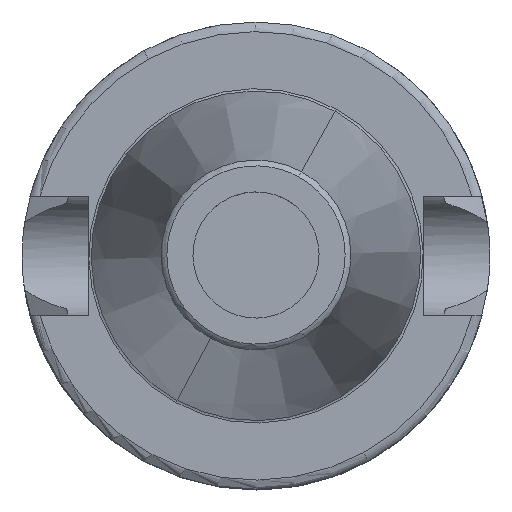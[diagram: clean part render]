
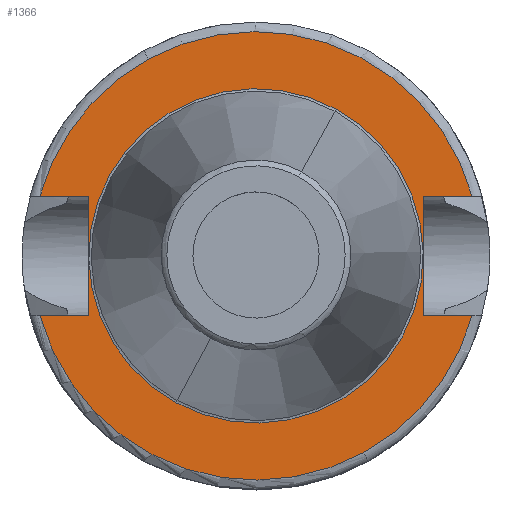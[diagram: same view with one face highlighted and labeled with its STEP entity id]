
A CAD part, top view. The second image highlights one B-rep face of the part: STEP entity #1366.
In plain terms, the highlighted planar face has unit normal (0, 0, 1).
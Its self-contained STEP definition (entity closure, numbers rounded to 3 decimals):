
#927 = VERTEX_POINT('',#928);
#928 = CARTESIAN_POINT('',(-22.6,8.05,-2.));
#934 = EDGE_CURVE('',#927,#935,#937,.T.);
#935 = VERTEX_POINT('',#936);
#936 = CARTESIAN_POINT('',(-29.107,8.05,-2.));
#937 = LINE('',#938,#939);
#938 = CARTESIAN_POINT('',(-25.854,8.05,-2.));
#939 = VECTOR('',#940,1.);
#940 = DIRECTION('',(-1.,0.,0.));
#976 = VERTEX_POINT('',#977);
#977 = CARTESIAN_POINT('',(-22.6,-8.05,-2.));
#983 = EDGE_CURVE('',#976,#927,#984,.T.);
#984 = LINE('',#985,#986);
#985 = CARTESIAN_POINT('',(-22.6,0.,-2.));
#986 = VECTOR('',#987,1.);
#987 = DIRECTION('',(0.,1.,0.));
#1008 = VERTEX_POINT('',#1009);
#1009 = CARTESIAN_POINT('',(-29.107,-8.05,-2.));
#1021 = EDGE_CURVE('',#1008,#976,#1022,.T.);
#1022 = LINE('',#1023,#1024);
#1023 = CARTESIAN_POINT('',(-25.854,-8.05,-2.));
#1024 = VECTOR('',#1025,1.);
#1025 = DIRECTION('',(1.,0.,0.));
#1105 = VERTEX_POINT('',#1106);
#1106 = CARTESIAN_POINT('',(22.6,-8.05,-2.));
#1112 = EDGE_CURVE('',#1113,#1105,#1115,.T.);
#1113 = VERTEX_POINT('',#1114);
#1114 = CARTESIAN_POINT('',(29.107,-8.05,-2.));
#1115 = LINE('',#1116,#1117);
#1116 = CARTESIAN_POINT('',(25.854,-8.05,-2.));
#1117 = VECTOR('',#1118,1.);
#1118 = DIRECTION('',(-1.,0.,0.));
#1165 = VERTEX_POINT('',#1166);
#1166 = CARTESIAN_POINT('',(22.6,8.05,-2.));
#1172 = EDGE_CURVE('',#1105,#1165,#1173,.T.);
#1173 = LINE('',#1174,#1175);
#1174 = CARTESIAN_POINT('',(22.6,0.,-2.));
#1175 = VECTOR('',#1176,1.);
#1176 = DIRECTION('',(0.,1.,0.));
#1197 = VERTEX_POINT('',#1198);
#1198 = CARTESIAN_POINT('',(29.107,8.05,-2.));
#1213 = EDGE_CURVE('',#1165,#1197,#1214,.T.);
#1214 = LINE('',#1215,#1216);
#1215 = CARTESIAN_POINT('',(25.854,8.05,-2.));
#1216 = VECTOR('',#1217,1.);
#1217 = DIRECTION('',(1.,0.,0.));
#1345 = VERTEX_POINT('',#1346);
#1346 = CARTESIAN_POINT('',(-14.479,26.503,-2.));
#1355 = EDGE_CURVE('',#1345,#935,#1356,.T.);
#1356 = CIRCLE('',#1357,30.2);
#1357 = AXIS2_PLACEMENT_3D('',#1358,#1359,#1360);
#1358 = CARTESIAN_POINT('',(0.,0.,-2.));
#1359 = DIRECTION('',(0.,0.,1.));
#1360 = DIRECTION('',(0.,1.,0.));
#1366 = ADVANCED_FACE('',(#1367,#1399),#1419,.F.);
#1367 = FACE_BOUND('',#1368,.T.);
#1368 = EDGE_LOOP('',(#1369,#1370,#1371,#1372,#1373,#1382,#1389,#1390,
    #1391,#1392));
#1369 = ORIENTED_EDGE('',*,*,#1355,.T.);
#1370 = ORIENTED_EDGE('',*,*,#934,.F.);
#1371 = ORIENTED_EDGE('',*,*,#983,.F.);
#1372 = ORIENTED_EDGE('',*,*,#1021,.F.);
#1373 = ORIENTED_EDGE('',*,*,#1374,.F.);
#1374 = EDGE_CURVE('',#1375,#1008,#1377,.T.);
#1375 = VERTEX_POINT('',#1376);
#1376 = CARTESIAN_POINT('',(14.479,-26.503,-2.));
#1377 = CIRCLE('',#1378,30.2);
#1378 = AXIS2_PLACEMENT_3D('',#1379,#1380,#1381);
#1379 = CARTESIAN_POINT('',(0.,0.,-2.));
#1380 = DIRECTION('',(0.,0.,-1.));
#1381 = DIRECTION('',(0.,-1.,0.));
#1382 = ORIENTED_EDGE('',*,*,#1383,.F.);
#1383 = EDGE_CURVE('',#1113,#1375,#1384,.T.);
#1384 = CIRCLE('',#1385,30.2);
#1385 = AXIS2_PLACEMENT_3D('',#1386,#1387,#1388);
#1386 = CARTESIAN_POINT('',(0.,0.,-2.));
#1387 = DIRECTION('',(0.,0.,-1.));
#1388 = DIRECTION('',(0.,-1.,0.));
#1389 = ORIENTED_EDGE('',*,*,#1112,.T.);
#1390 = ORIENTED_EDGE('',*,*,#1172,.T.);
#1391 = ORIENTED_EDGE('',*,*,#1213,.T.);
#1392 = ORIENTED_EDGE('',*,*,#1393,.F.);
#1393 = EDGE_CURVE('',#1345,#1197,#1394,.T.);
#1394 = CIRCLE('',#1395,30.2);
#1395 = AXIS2_PLACEMENT_3D('',#1396,#1397,#1398);
#1396 = CARTESIAN_POINT('',(0.,0.,-2.));
#1397 = DIRECTION('',(0.,0.,-1.));
#1398 = DIRECTION('',(0.,-1.,0.));
#1399 = FACE_BOUND('',#1400,.T.);
#1400 = EDGE_LOOP('',(#1401,#1412));
#1401 = ORIENTED_EDGE('',*,*,#1402,.T.);
#1402 = EDGE_CURVE('',#1403,#1405,#1407,.T.);
#1403 = VERTEX_POINT('',#1404);
#1404 = CARTESIAN_POINT('',(-10.795,-19.76,-1.999
    ));
#1405 = VERTEX_POINT('',#1406);
#1406 = CARTESIAN_POINT('',(10.795,19.76,-1.999)
  );
#1407 = CIRCLE('',#1408,22.517);
#1408 = AXIS2_PLACEMENT_3D('',#1409,#1410,#1411);
#1409 = CARTESIAN_POINT('',(0.,0.,-2.));
#1410 = DIRECTION('',(0.,0.,-1.));
#1411 = DIRECTION('',(0.,-1.,0.));
#1412 = ORIENTED_EDGE('',*,*,#1413,.T.);
#1413 = EDGE_CURVE('',#1405,#1403,#1414,.T.);
#1414 = CIRCLE('',#1415,22.517);
#1415 = AXIS2_PLACEMENT_3D('',#1416,#1417,#1418);
#1416 = CARTESIAN_POINT('',(0.,0.,-2.));
#1417 = DIRECTION('',(0.,0.,-1.));
#1418 = DIRECTION('',(0.,-1.,0.));
#1419 = PLANE('',#1420);
#1420 = AXIS2_PLACEMENT_3D('',#1421,#1422,#1423);
#1421 = CARTESIAN_POINT('',(0.,22.517,-2.));
#1422 = DIRECTION('',(0.,0.,-1.));
#1423 = DIRECTION('',(1.,0.,0.));
